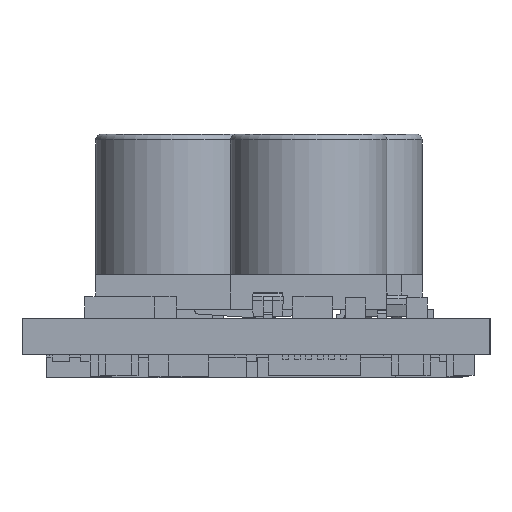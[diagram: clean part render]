
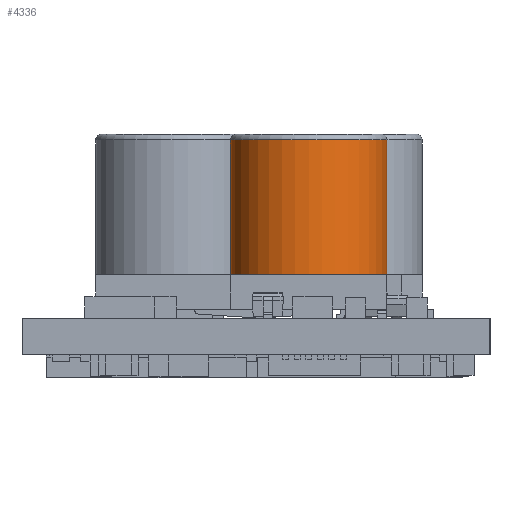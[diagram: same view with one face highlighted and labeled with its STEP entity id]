
A CAD part, left-side view. The second image highlights one B-rep face of the part: STEP entity #4336.
In plain terms, the highlighted cylindrical face has radius 3.4 mm (diameter 6.8 mm), a full revolution.
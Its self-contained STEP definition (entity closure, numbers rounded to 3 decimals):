
#775 = FACE_OUTER_BOUND ( 'NONE', #31638, .T. ) ;
#817 = CARTESIAN_POINT ( 'NONE',  ( 11.938, 4.474, 3.475 ) ) ;
#4336 = ADVANCED_FACE ( 'NONE', ( #30387, #775 ), #38998, .T. ) ;
#5934 = EDGE_CURVE ( 'NONE', #52518, #51252, #27135, .T. ) ;
#6917 = DIRECTION ( 'NONE',  ( 1., 0., 0. ) ) ;
#7161 = DIRECTION ( 'NONE',  ( 1., 0., 0. ) ) ;
#7473 = VERTEX_POINT ( 'NONE', #59625 ) ;
#7946 = DIRECTION ( 'NONE',  ( 1., 0., 0. ) ) ;
#9021 = AXIS2_PLACEMENT_3D ( 'NONE', #43427, #47639, #7161 ) ;
#11286 = CIRCLE ( 'NONE', #9021, 3.4 ) ;
#12777 = AXIS2_PLACEMENT_3D ( 'NONE', #35628, #54058, #7946 ) ;
#12867 = CARTESIAN_POINT ( 'NONE',  ( 11.938, 7.874, -6.142 ) ) ;
#13494 = AXIS2_PLACEMENT_3D ( 'NONE', #29727, #16019, #48157 ) ;
#16019 = DIRECTION ( 'NONE',  ( 0., 0., -1. ) ) ;
#16181 = ORIENTED_EDGE ( 'NONE', *, *, #34379, .T. ) ;
#16861 = ORIENTED_EDGE ( 'NONE', *, *, #40073, .F. ) ;
#18477 = AXIS2_PLACEMENT_3D ( 'NONE', #38929, #29086, #33730 ) ;
#19627 = CIRCLE ( 'NONE', #12777, 3.4 ) ;
#19925 = EDGE_CURVE ( 'NONE', #54687, #52518, #19627, .T. ) ;
#20146 = CARTESIAN_POINT ( 'NONE',  ( 15.338, 7.874, 3.475 ) ) ;
#21545 = CARTESIAN_POINT ( 'NONE',  ( 11.938, 7.874, 9.325 ) ) ;
#22011 = DIRECTION ( 'NONE',  ( 0., 0., 1. ) ) ;
#22573 = EDGE_CURVE ( 'NONE', #7473, #54687, #11286, .T. ) ;
#22857 = CIRCLE ( 'NONE', #50433, 3.4 ) ;
#27135 = CIRCLE ( 'NONE', #18477, 3.4 ) ;
#28167 = ORIENTED_EDGE ( 'NONE', *, *, #22573, .F. ) ;
#28517 = ORIENTED_EDGE ( 'NONE', *, *, #5934, .F. ) ;
#29086 = DIRECTION ( 'NONE',  ( 0., 0., -1. ) ) ;
#29727 = CARTESIAN_POINT ( 'NONE',  ( 11.938, 7.874, 3.475 ) ) ;
#30167 = DIRECTION ( 'NONE',  ( 0., 0., -1. ) ) ;
#30387 = FACE_OUTER_BOUND ( 'NONE', #33579, .T. ) ;
#31638 = EDGE_LOOP ( 'NONE', ( #33833, #28167, #16861, #28517 ) ) ;
#33579 = EDGE_LOOP ( 'NONE', ( #16181 ) ) ;
#33730 = DIRECTION ( 'NONE',  ( 1., 0., 0. ) ) ;
#33833 = ORIENTED_EDGE ( 'NONE', *, *, #19925, .F. ) ;
#34379 = EDGE_CURVE ( 'NONE', #57577, #57577, #22857, .T. ) ;
#35628 = CARTESIAN_POINT ( 'NONE',  ( 11.938, 7.874, 3.475 ) ) ;
#36143 = CARTESIAN_POINT ( 'NONE',  ( 8.538, 7.874, 3.475 ) ) ;
#38929 = CARTESIAN_POINT ( 'NONE',  ( 11.938, 7.874, 3.475 ) ) ;
#38998 = CYLINDRICAL_SURFACE ( 'NONE', #41165, 3.4 ) ;
#40073 = EDGE_CURVE ( 'NONE', #51252, #7473, #42009, .T. ) ;
#41165 = AXIS2_PLACEMENT_3D ( 'NONE', #12867, #22011, #45029 ) ;
#42009 = CIRCLE ( 'NONE', #13494, 3.4 ) ;
#43427 = CARTESIAN_POINT ( 'NONE',  ( 11.938, 7.874, 3.475 ) ) ;
#45029 = DIRECTION ( 'NONE',  ( 1., 0., 0. ) ) ;
#47573 = CARTESIAN_POINT ( 'NONE',  ( 15.338, 7.874, 9.325 ) ) ;
#47639 = DIRECTION ( 'NONE',  ( 0., 0., -1. ) ) ;
#48157 = DIRECTION ( 'NONE',  ( 1., 0., 0. ) ) ;
#50433 = AXIS2_PLACEMENT_3D ( 'NONE', #21545, #30167, #6917 ) ;
#51252 = VERTEX_POINT ( 'NONE', #36143 ) ;
#52518 = VERTEX_POINT ( 'NONE', #817 ) ;
#54058 = DIRECTION ( 'NONE',  ( 0., 0., -1. ) ) ;
#54687 = VERTEX_POINT ( 'NONE', #20146 ) ;
#57577 = VERTEX_POINT ( 'NONE', #47573 ) ;
#59625 = CARTESIAN_POINT ( 'NONE',  ( 11.938, 11.274, 3.475 ) ) ;
